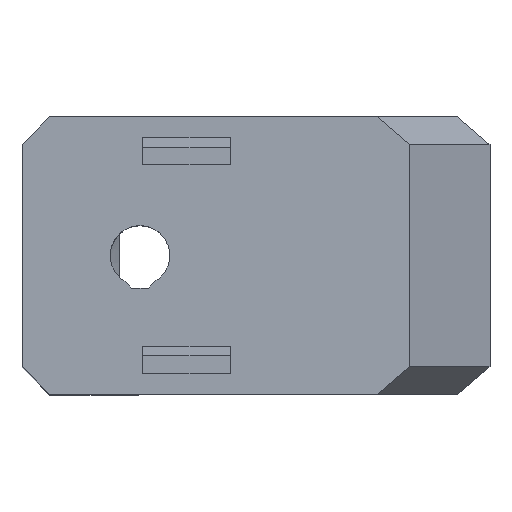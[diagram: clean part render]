
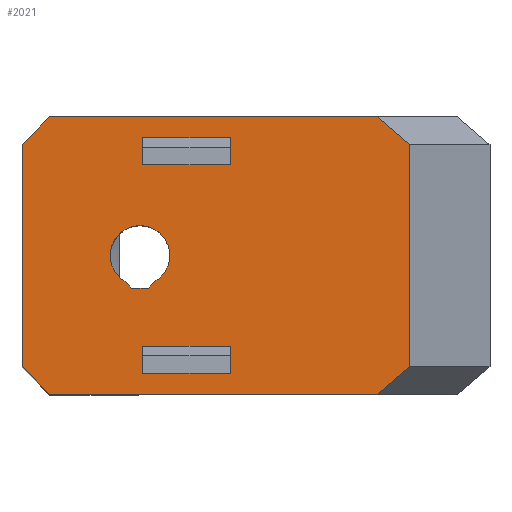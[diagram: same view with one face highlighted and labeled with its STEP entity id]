
A CAD part, top view. The second image highlights one B-rep face of the part: STEP entity #2021.
In plain terms, the highlighted planar face has unit normal (0, 0, 1).
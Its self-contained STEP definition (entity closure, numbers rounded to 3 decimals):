
#27=FACE_BOUND('',#219,.T.);
#28=FACE_BOUND('',#220,.T.);
#29=FACE_BOUND('',#221,.T.);
#40=CIRCLE('',#2156,2.15);
#107=FACE_OUTER_BOUND('',#218,.T.);
#218=EDGE_LOOP('',(#1460,#1461,#1462,#1463,#1464,#1465,#1466,#1467));
#219=EDGE_LOOP('',(#1468,#1469,#1470,#1471));
#220=EDGE_LOOP('',(#1472,#1473,#1474,#1475));
#221=EDGE_LOOP('',(#1476,#1477,#1478,#1479));
#349=LINE('',#2902,#611);
#353=LINE('',#2911,#615);
#358=LINE('',#2921,#620);
#362=LINE('',#2930,#624);
#365=LINE('',#2935,#627);
#366=LINE('',#2937,#628);
#368=LINE('',#2941,#630);
#369=LINE('',#2943,#631);
#375=LINE('',#2957,#637);
#380=LINE('',#2967,#642);
#382=LINE('',#2971,#644);
#383=LINE('',#2973,#645);
#384=LINE('',#2975,#646);
#385=LINE('',#2977,#647);
#386=LINE('',#2979,#648);
#387=LINE('',#2980,#649);
#388=LINE('',#2983,#650);
#389=LINE('',#2985,#651);
#390=LINE('',#2987,#652);
#611=VECTOR('',#2364,10.);
#615=VECTOR('',#2372,10.);
#620=VECTOR('',#2379,10.);
#624=VECTOR('',#2387,10.);
#627=VECTOR('',#2392,10.);
#628=VECTOR('',#2395,10.);
#630=VECTOR('',#2399,10.);
#631=VECTOR('',#2402,10.);
#637=VECTOR('',#2412,10.);
#642=VECTOR('',#2421,10.);
#644=VECTOR('',#2425,10.);
#645=VECTOR('',#2426,10.);
#646=VECTOR('',#2427,10.);
#647=VECTOR('',#2428,10.);
#648=VECTOR('',#2429,10.);
#649=VECTOR('',#2430,10.);
#650=VECTOR('',#2431,10.);
#651=VECTOR('',#2432,10.);
#652=VECTOR('',#2433,10.);
#856=VERTEX_POINT('',#2895);
#859=VERTEX_POINT('',#2900);
#862=VERTEX_POINT('',#2910);
#863=VERTEX_POINT('',#2914);
#866=VERTEX_POINT('',#2919);
#869=VERTEX_POINT('',#2929);
#870=VERTEX_POINT('',#2933);
#871=VERTEX_POINT('',#2939);
#876=VERTEX_POINT('',#2954);
#877=VERTEX_POINT('',#2956);
#880=VERTEX_POINT('',#2966);
#881=VERTEX_POINT('',#2970);
#882=VERTEX_POINT('',#2972);
#883=VERTEX_POINT('',#2974);
#884=VERTEX_POINT('',#2976);
#885=VERTEX_POINT('',#2978);
#886=VERTEX_POINT('',#2981);
#887=VERTEX_POINT('',#2982);
#888=VERTEX_POINT('',#2984);
#889=VERTEX_POINT('',#2986);
#1065=EDGE_CURVE('',#856,#859,#349,.T.);
#1069=EDGE_CURVE('',#862,#856,#353,.T.);
#1074=EDGE_CURVE('',#863,#866,#358,.T.);
#1078=EDGE_CURVE('',#869,#863,#362,.T.);
#1081=EDGE_CURVE('',#859,#870,#365,.T.);
#1082=EDGE_CURVE('',#870,#862,#366,.T.);
#1084=EDGE_CURVE('',#866,#871,#368,.T.);
#1085=EDGE_CURVE('',#871,#869,#369,.T.);
#1091=EDGE_CURVE('',#876,#877,#375,.T.);
#1096=EDGE_CURVE('',#880,#877,#380,.T.);
#1098=EDGE_CURVE('',#876,#881,#382,.T.);
#1099=EDGE_CURVE('',#882,#881,#383,.T.);
#1100=EDGE_CURVE('',#882,#883,#384,.T.);
#1101=EDGE_CURVE('',#884,#883,#385,.T.);
#1102=EDGE_CURVE('',#884,#885,#386,.T.);
#1103=EDGE_CURVE('',#880,#885,#387,.T.);
#1104=EDGE_CURVE('',#886,#887,#388,.T.);
#1105=EDGE_CURVE('',#887,#888,#389,.T.);
#1106=EDGE_CURVE('',#888,#889,#390,.T.);
#1107=EDGE_CURVE('',#889,#886,#40,.T.);
#1460=ORIENTED_EDGE('',*,*,#1091,.F.);
#1461=ORIENTED_EDGE('',*,*,#1098,.T.);
#1462=ORIENTED_EDGE('',*,*,#1099,.F.);
#1463=ORIENTED_EDGE('',*,*,#1100,.T.);
#1464=ORIENTED_EDGE('',*,*,#1101,.F.);
#1465=ORIENTED_EDGE('',*,*,#1102,.T.);
#1466=ORIENTED_EDGE('',*,*,#1103,.F.);
#1467=ORIENTED_EDGE('',*,*,#1096,.T.);
#1468=ORIENTED_EDGE('',*,*,#1081,.T.);
#1469=ORIENTED_EDGE('',*,*,#1082,.T.);
#1470=ORIENTED_EDGE('',*,*,#1069,.T.);
#1471=ORIENTED_EDGE('',*,*,#1065,.T.);
#1472=ORIENTED_EDGE('',*,*,#1084,.T.);
#1473=ORIENTED_EDGE('',*,*,#1085,.T.);
#1474=ORIENTED_EDGE('',*,*,#1078,.T.);
#1475=ORIENTED_EDGE('',*,*,#1074,.T.);
#1476=ORIENTED_EDGE('',*,*,#1104,.T.);
#1477=ORIENTED_EDGE('',*,*,#1105,.T.);
#1478=ORIENTED_EDGE('',*,*,#1106,.T.);
#1479=ORIENTED_EDGE('',*,*,#1107,.T.);
#1918=PLANE('',#2155);
#2021=ADVANCED_FACE('',(#107,#27,#28,#29),#1918,.T.);
#2155=AXIS2_PLACEMENT_3D('',#2969,#2423,#2424);
#2156=AXIS2_PLACEMENT_3D('',#2988,#2434,#2435);
#2364=DIRECTION('',(1.,0.,0.));
#2372=DIRECTION('',(0.,1.,0.));
#2379=DIRECTION('',(1.,0.,0.));
#2387=DIRECTION('',(0.,1.,0.));
#2392=DIRECTION('',(0.,-1.,0.));
#2395=DIRECTION('',(-1.,0.,0.));
#2399=DIRECTION('',(0.,-1.,0.));
#2402=DIRECTION('',(-1.,0.,0.));
#2412=DIRECTION('',(0.756,-0.655,0.));
#2421=DIRECTION('',(0.,1.,0.));
#2423=DIRECTION('center_axis',(0.,0.,1.));
#2424=DIRECTION('ref_axis',(1.,0.,0.));
#2425=DIRECTION('',(-1.,0.,0.));
#2426=DIRECTION('',(0.707,0.707,0.));
#2427=DIRECTION('',(0.,-1.,0.));
#2428=DIRECTION('',(-0.707,0.707,0.));
#2429=DIRECTION('',(1.,0.,0.));
#2430=DIRECTION('',(-0.756,-0.655,0.));
#2431=DIRECTION('',(-0.707,-0.707,0.));
#2432=DIRECTION('',(-1.,0.,0.));
#2433=DIRECTION('',(-0.707,0.707,0.));
#2434=DIRECTION('center_axis',(0.,0.,-1.));
#2435=DIRECTION('ref_axis',(1.,0.,0.));
#2895=CARTESIAN_POINT('',(8.7,18.475,20.));
#2900=CARTESIAN_POINT('',(15.,18.475,20.));
#2902=CARTESIAN_POINT('',(15.5,18.475,20.));
#2910=CARTESIAN_POINT('',(8.7,16.525,20.));
#2911=CARTESIAN_POINT('',(8.7,14.237,20.));
#2914=CARTESIAN_POINT('',(8.7,3.475,20.));
#2919=CARTESIAN_POINT('',(15.,3.475,20.));
#2921=CARTESIAN_POINT('',(15.5,3.475,20.));
#2929=CARTESIAN_POINT('',(8.7,1.525,20.));
#2930=CARTESIAN_POINT('',(8.7,6.738,20.));
#2933=CARTESIAN_POINT('',(15.,16.525,20.));
#2935=CARTESIAN_POINT('',(15.,13.263,20.));
#2937=CARTESIAN_POINT('',(12.35,16.525,20.));
#2939=CARTESIAN_POINT('',(15.,1.525,20.));
#2941=CARTESIAN_POINT('',(15.,5.763,20.));
#2943=CARTESIAN_POINT('',(12.35,1.525,20.));
#2954=CARTESIAN_POINT('',(25.633,20.,20.));
#2956=CARTESIAN_POINT('',(27.942,18.,20.));
#2957=CARTESIAN_POINT('',(27.977,17.97,20.));
#2966=CARTESIAN_POINT('',(27.942,2.,20.));
#2967=CARTESIAN_POINT('',(27.942,5.,20.));
#2969=CARTESIAN_POINT('Origin',(16.,10.,20.));
#2970=CARTESIAN_POINT('',(2.,20.,20.));
#2971=CARTESIAN_POINT('',(0.,20.,20.));
#2972=CARTESIAN_POINT('',(0.,18.,20.));
#2973=CARTESIAN_POINT('',(2.5,20.5,20.));
#2974=CARTESIAN_POINT('',(0.,2.,20.));
#2975=CARTESIAN_POINT('',(0.,0.,20.));
#2976=CARTESIAN_POINT('',(2.,0.,20.));
#2977=CARTESIAN_POINT('',(2.5,-0.5,20.));
#2978=CARTESIAN_POINT('',(25.633,0.,20.));
#2979=CARTESIAN_POINT('',(32.,0.,20.));
#2980=CARTESIAN_POINT('',(26.834,1.04,20.));
#2981=CARTESIAN_POINT('',(9.575,8.138,20.));
#2982=CARTESIAN_POINT('',(9.086,7.649,20.));
#2983=CARTESIAN_POINT('',(9.086,7.649,20.));
#2984=CARTESIAN_POINT('',(7.914,7.649,20.));
#2985=CARTESIAN_POINT('',(7.914,7.649,20.));
#2986=CARTESIAN_POINT('',(7.425,8.138,20.));
#2987=CARTESIAN_POINT('',(7.425,8.138,20.));
#2988=CARTESIAN_POINT('Origin',(8.5,10.,20.));
